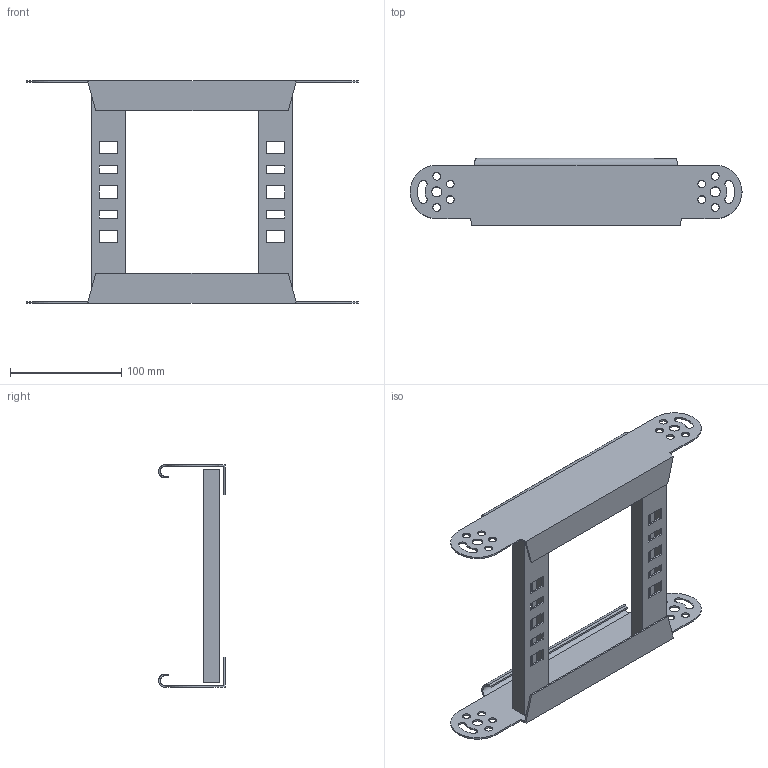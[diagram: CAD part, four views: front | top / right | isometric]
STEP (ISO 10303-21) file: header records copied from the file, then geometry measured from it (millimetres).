
FILE_DESCRIPTION (( 'STEP AP214' ), '1' );
FILE_NAME ('6225450.STP', '2017-03-24T09:58:18', ( '' ), ( '' ), 'SwSTEP 2.0', 'SolidWorks 2016', '' );
FILE_SCHEMA (( 'AUTOMOTIVE_DESIGN' ));
Length unit declared in the file: millimetre
Products named in the file (3): 6225450; 079986_L=0192; 086523_Standard
Assembly tree (4 placements, depth 2):
  6225450
    086523_Standard  x2
    079986_L=0192  x2
Bounding box: 298 x 60 x 200 mm (x, y, z)
Volume: 103094.5 mm3; surface area: 142984.4 mm2
Topology: 4 solids, 4 shells, 218 faces, 622 edges, 412 vertices
Faces by surface type: plane 136, cylinder 74, bspline 8
Entity records: 4017 total; most frequent: CARTESIAN_POINT 973, ORIENTED_EDGE 622, DIRECTION 581, EDGE_CURVE 311, VECTOR 217, LINE 217, VERTEX_POINT 206, AXIS2_PLACEMENT_3D 182
